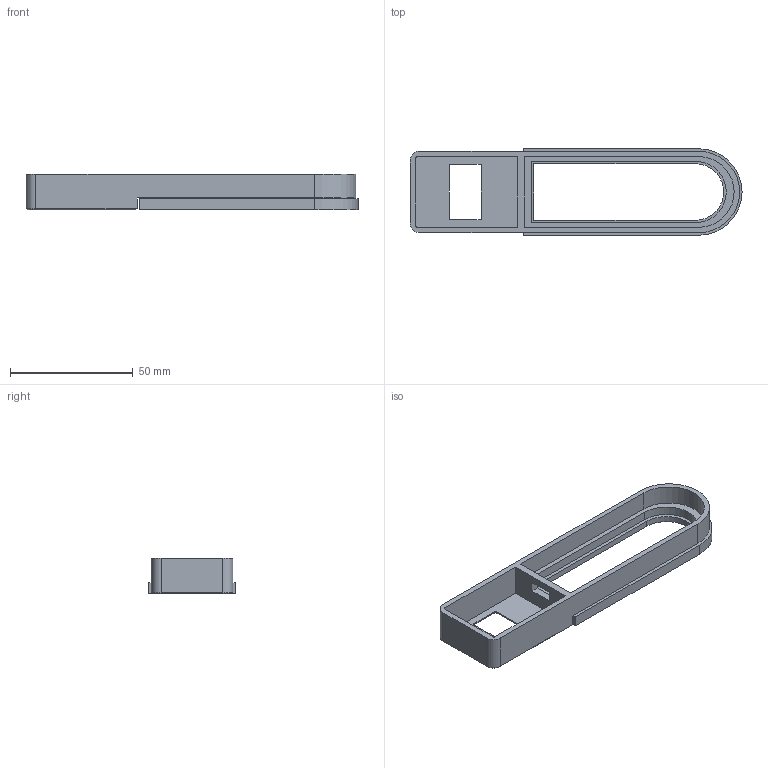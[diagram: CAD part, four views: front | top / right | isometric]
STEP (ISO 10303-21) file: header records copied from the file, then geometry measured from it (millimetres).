
FILE_DESCRIPTION (( 'STEP AP203' ), '1' );
FILE_NAME ('carcasa_v3.STEP', '2019-04-29T00:01:00', ( '' ), ( '' ), 'SwSTEP 2.0', 'SolidWorks 2016', '' );
FILE_SCHEMA (( 'CONFIG_CONTROL_DESIGN' ));
Length unit declared in the file: millimetre
Products named in the file (1): carcasa_v3
Bounding box: 135.1 x 35.2 x 14.55 mm (x, y, z)
Volume: 15675.2 mm3; surface area: 17170.9 mm2
Topology: 2 solids, 2 shells, 76 faces, 193 edges, 124 vertices
Faces by surface type: plane 54, cylinder 16, cone 6
Entity records: 2354 total; most frequent: CARTESIAN_POINT 394, ORIENTED_EDGE 386, DIRECTION 385, EDGE_CURVE 193, LINE 155, VECTOR 155, VERTEX_POINT 124, AXIS2_PLACEMENT_3D 115
